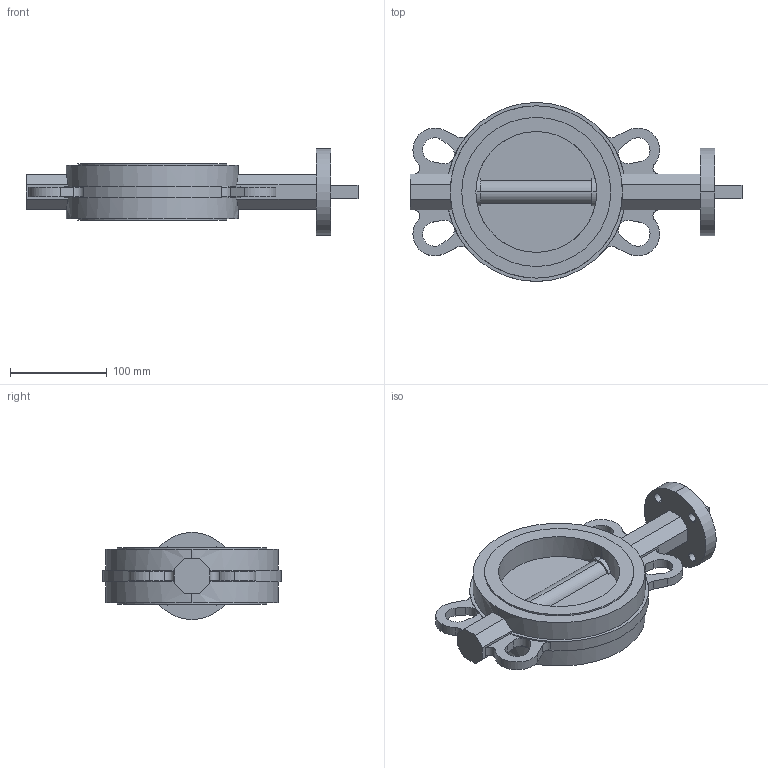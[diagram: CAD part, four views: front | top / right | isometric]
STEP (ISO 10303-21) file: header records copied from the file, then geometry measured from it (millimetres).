
FILE_DESCRIPTION (( 'STEP AP214' ), '1' );
FILE_NAME ('SCBF-D673-16XEX-125.step', '2025-09-25T05:48:45', ( 'KTP' ), ( '' ), 'SwSTEP 2.0', 'SolidWorks 2021', '' );
FILE_SCHEMA (( 'AUTOMOTIVE_DESIGN' ));
Length unit declared in the file: millimetre
Products named in the file (1): SCBF-D673-16XEX-125
Bounding box: 343 x 185 x 90 mm (x, y, z)
Volume: 1142058.5 mm3; surface area: 154528.3 mm2
Topology: 1 solids, 1 shells, 134 faces, 381 edges, 248 vertices
Faces by surface type: plane 69, cylinder 65
Entity records: 5134 total; most frequent: CARTESIAN_POINT 972, DIRECTION 799, ORIENTED_EDGE 762, EDGE_CURVE 381, AXIS2_PLACEMENT_3D 299, VERTEX_POINT 248, VECTOR 201, LINE 201
